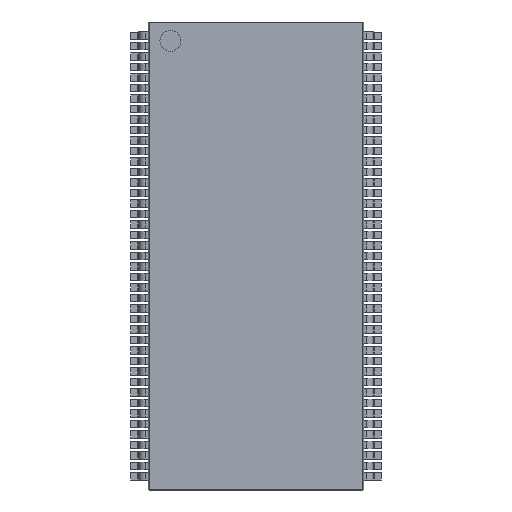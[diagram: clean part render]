
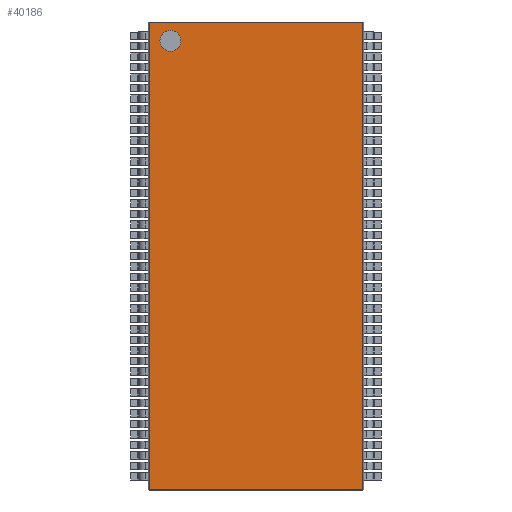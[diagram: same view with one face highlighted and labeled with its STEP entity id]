
A CAD part, top view. The second image highlights one B-rep face of the part: STEP entity #40186.
In plain terms, the highlighted planar face has unit normal (0, 0, 1).
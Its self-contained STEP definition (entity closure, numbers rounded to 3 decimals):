
#40069=CARTESIAN_POINT('',(-3.578,10.25,1.2));
#40070=VERTEX_POINT('',#40069);
#40079=CARTESIAN_POINT('',(-4.578,10.25,1.2));
#40080=VERTEX_POINT('',#40079);
#40081=CARTESIAN_POINT('',(-4.078,10.25,1.2));
#40082=DIRECTION('',(0.0,0.0,-1.0));
#40083=DIRECTION('',(1.0,0.0,0.0));
#40084=AXIS2_PLACEMENT_3D('',#40081,#40082,#40083);
#40085=CIRCLE('',#40084,0.5);
#40086=EDGE_CURVE('',#40080,#40070,#40085,.T.);
#40113=CARTESIAN_POINT('',(5.078,11.15,1.2));
#40114=VERTEX_POINT('',#40113);
#40121=CARTESIAN_POINT('',(5.078,-11.15,1.2));
#40122=VERTEX_POINT('',#40121);
#40123=CARTESIAN_POINT('',(5.078,-11.15,1.2));
#40124=DIRECTION('',(0.0,1.0,0.0));
#40125=VECTOR('',#40124,22.3);
#40126=LINE('',#40123,#40125);
#40127=EDGE_CURVE('',#40122,#40114,#40126,.T.);
#40146=CARTESIAN_POINT('',(5.078,-11.25,1.2));
#40147=DIRECTION('',(0.0,0.0,1.0));
#40148=DIRECTION('',(0.0,-1.0,0.0));
#40149=AXIS2_PLACEMENT_3D('',#40146,#40147,#40148);
#40150=PLANE('',#40149);
#40151=CARTESIAN_POINT('',(-5.078,11.15,1.2));
#40152=VERTEX_POINT('',#40151);
#40153=CARTESIAN_POINT('',(5.078,11.15,1.2));
#40154=DIRECTION('',(-1.0,0.0,0.0));
#40155=VECTOR('',#40154,10.156);
#40156=LINE('',#40153,#40155);
#40157=EDGE_CURVE('',#40114,#40152,#40156,.T.);
#40158=ORIENTED_EDGE('',*,*,#40157,.T.);
#40159=CARTESIAN_POINT('',(-5.078,-11.15,1.2));
#40160=VERTEX_POINT('',#40159);
#40161=CARTESIAN_POINT('',(-5.078,-11.15,1.2));
#40162=DIRECTION('',(0.0,1.0,0.0));
#40163=VECTOR('',#40162,22.3);
#40164=LINE('',#40161,#40163);
#40165=EDGE_CURVE('',#40160,#40152,#40164,.T.);
#40166=ORIENTED_EDGE('',*,*,#40165,.F.);
#40167=CARTESIAN_POINT('',(-5.078,-11.15,1.2));
#40168=DIRECTION('',(1.0,0.0,0.0));
#40169=VECTOR('',#40168,10.156);
#40170=LINE('',#40167,#40169);
#40171=EDGE_CURVE('',#40160,#40122,#40170,.T.);
#40172=ORIENTED_EDGE('',*,*,#40171,.T.);
#40173=ORIENTED_EDGE('',*,*,#40127,.T.);
#40174=EDGE_LOOP('',(#40158,#40166,#40172,#40173));
#40175=FACE_OUTER_BOUND('',#40174,.T.);
#40176=CARTESIAN_POINT('',(-4.078,10.25,1.2));
#40177=DIRECTION('',(0.0,0.0,-1.0));
#40178=DIRECTION('',(1.0,0.0,0.0));
#40179=AXIS2_PLACEMENT_3D('',#40176,#40177,#40178);
#40180=CIRCLE('',#40179,0.5);
#40181=EDGE_CURVE('',#40070,#40080,#40180,.T.);
#40182=ORIENTED_EDGE('',*,*,#40181,.T.);
#40183=ORIENTED_EDGE('',*,*,#40086,.T.);
#40184=EDGE_LOOP('',(#40182,#40183));
#40185=FACE_BOUND('',#40184,.T.);
#40186=ADVANCED_FACE('',(#40175,#40185),#40150,.T.);
